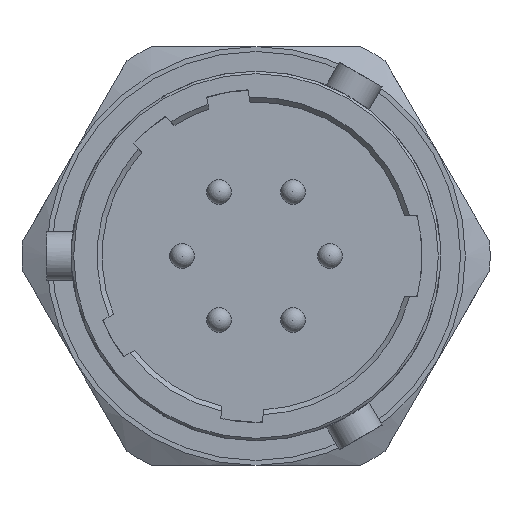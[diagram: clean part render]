
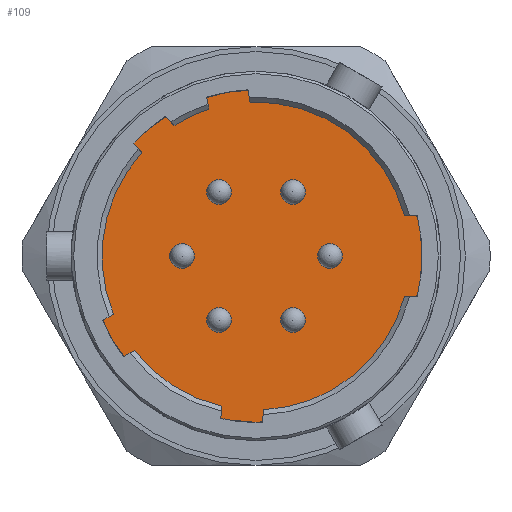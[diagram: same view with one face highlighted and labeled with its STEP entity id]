
A CAD part, front view. The second image highlights one B-rep face of the part: STEP entity #109.
In plain terms, the highlighted planar face has unit normal (0, -1, 0).
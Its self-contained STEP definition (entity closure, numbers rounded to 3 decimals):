
#13 = DIRECTION ( 'NONE',  ( 0., -1., 0. ) ) ;
#37 = CARTESIAN_POINT ( 'NONE',  ( 0., -16.249, -6.75 ) ) ;
#109 = ADVANCED_FACE ( 'NONE', ( #350 ), #156, .T. ) ;
#156 = PLANE ( 'NONE',  #4342 ) ;
#173 = DIRECTION ( 'NONE',  ( 0., 0., -1. ) ) ;
#350 = FACE_OUTER_BOUND ( 'NONE', #3789, .T. ) ;
#488 = EDGE_CURVE ( 'NONE', #3295, #3295, #2267, .T. ) ;
#1331 = DIRECTION ( 'NONE',  ( 0., -1., 0. ) ) ;
#1522 = CARTESIAN_POINT ( 'NONE',  ( 0., -16.249, 0. ) ) ;
#2108 = DIRECTION ( 'NONE',  ( 0., 0., -1. ) ) ;
#2267 = CIRCLE ( 'NONE', #3903, 6.75 ) ;
#3295 = VERTEX_POINT ( 'NONE', #37 ) ;
#3538 = ORIENTED_EDGE ( 'NONE', *, *, #488, .T. ) ;
#3789 = EDGE_LOOP ( 'NONE', ( #3538 ) ) ;
#3903 = AXIS2_PLACEMENT_3D ( 'NONE', #1522, #1331, #2108 ) ;
#4342 = AXIS2_PLACEMENT_3D ( 'NONE', #4466, #13, #173 ) ;
#4466 = CARTESIAN_POINT ( 'NONE',  ( 0., -16.249, 0. ) ) ;
